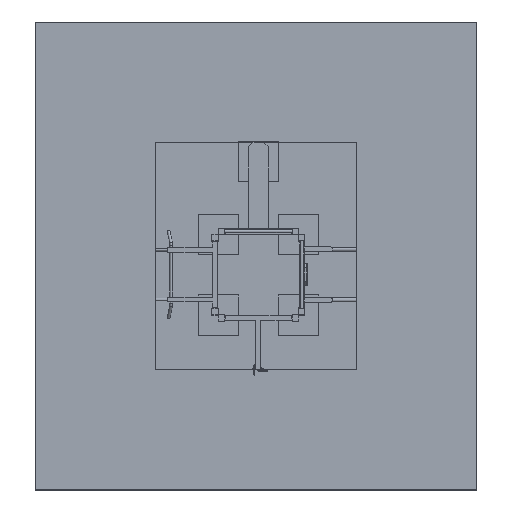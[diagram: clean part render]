
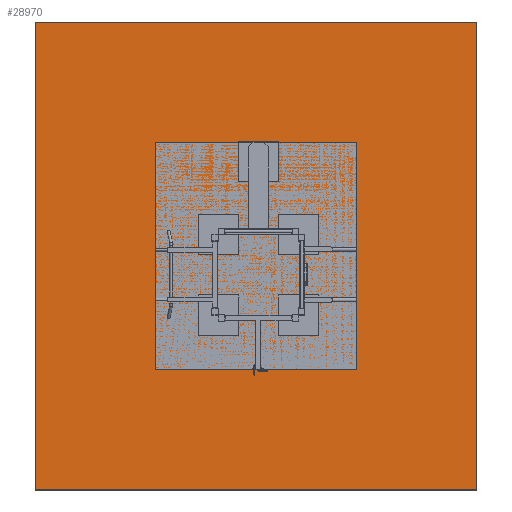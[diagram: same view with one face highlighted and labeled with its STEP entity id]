
A CAD part, top view. The second image highlights one B-rep face of the part: STEP entity #28970.
In plain terms, the highlighted planar face has unit normal (0, 0, 1).
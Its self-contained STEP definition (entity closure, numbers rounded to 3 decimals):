
#7164=FACE_OUTER_BOUND('',#9046,.T.);
#9046=EDGE_LOOP('',(#26883,#26884,#26885,#26886));
#10128=LINE('',#144038,#11219);
#10129=LINE('',#144040,#11220);
#10130=LINE('',#144042,#11221);
#10131=LINE('',#144043,#11222);
#11219=VECTOR('',#42675,10.);
#11220=VECTOR('',#42676,10.);
#11221=VECTOR('',#42677,10.);
#11222=VECTOR('',#42678,10.);
#13817=VERTEX_POINT('',#144036);
#13818=VERTEX_POINT('',#144037);
#13819=VERTEX_POINT('',#144039);
#13820=VERTEX_POINT('',#144041);
#18175=EDGE_CURVE('',#13817,#13818,#10128,.T.);
#18176=EDGE_CURVE('',#13818,#13819,#10129,.T.);
#18177=EDGE_CURVE('',#13819,#13820,#10130,.T.);
#18178=EDGE_CURVE('',#13820,#13817,#10131,.T.);
#26883=ORIENTED_EDGE('',*,*,#18175,.T.);
#26884=ORIENTED_EDGE('',*,*,#18176,.T.);
#26885=ORIENTED_EDGE('',*,*,#18177,.T.);
#26886=ORIENTED_EDGE('',*,*,#18178,.T.);
#27140=PLANE('',#33317);
#28970=ADVANCED_FACE('',(#7164),#27140,.F.);
#33317=AXIS2_PLACEMENT_3D('',#144035,#42673,#42674);
#42673=DIRECTION('center_axis',(0.,0.,-1.));
#42674=DIRECTION('ref_axis',(0.,-1.,0.));
#42675=DIRECTION('',(1.,0.,0.));
#42676=DIRECTION('',(0.,1.,0.));
#42677=DIRECTION('',(-1.,0.,0.));
#42678=DIRECTION('',(0.,-1.,0.));
#144035=CARTESIAN_POINT('Origin',(-2535.5,2961.,0.));
#144036=CARTESIAN_POINT('',(-5706.433,86.242,0.));
#144037=CARTESIAN_POINT('',(-205.567,86.242,0.));
#144038=CARTESIAN_POINT('',(-2535.5,86.242,0.));
#144039=CARTESIAN_POINT('',(-205.567,5913.758,0.));
#144040=CARTESIAN_POINT('',(-205.567,2961.,0.));
#144041=CARTESIAN_POINT('',(-5706.433,5913.758,0.));
#144042=CARTESIAN_POINT('',(-2535.5,5913.758,0.));
#144043=CARTESIAN_POINT('',(-5706.433,2961.,0.));
